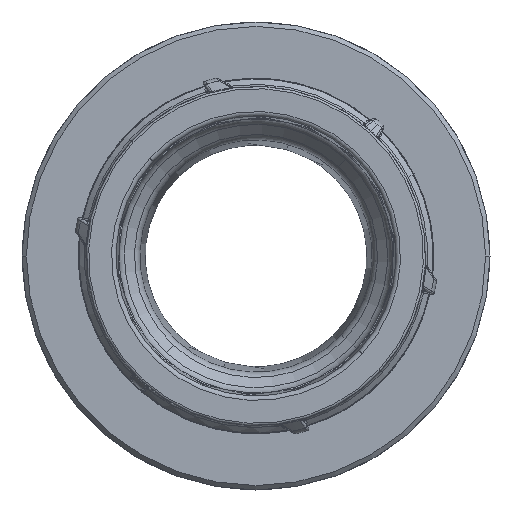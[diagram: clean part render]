
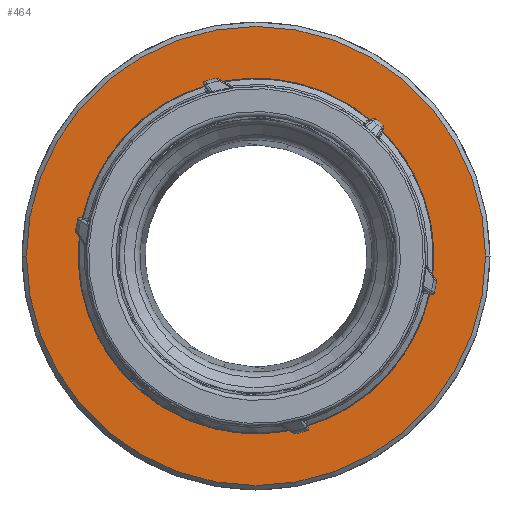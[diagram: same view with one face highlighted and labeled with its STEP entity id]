
A CAD part, front view. The second image highlights one B-rep face of the part: STEP entity #464.
In plain terms, the highlighted planar face has unit normal (0, -1, 0).
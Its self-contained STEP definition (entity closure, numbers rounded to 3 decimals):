
#464=ADVANCED_FACE('',(#1315,#1316),#1317,.F.);
#1315=FACE_OUTER_BOUND('',#2577,.T.);
#1316=FACE_BOUND('',#2578,.T.);
#1317=PLANE('',#2579);
#2577=EDGE_LOOP('',(#6259,#6260));
#2578=EDGE_LOOP('',(#6261,#6262,#6263));
#2579=AXIS2_PLACEMENT_3D('',#6264,#6265,#6266);
#6259=ORIENTED_EDGE('',*,*,#9577,.F.);
#6260=ORIENTED_EDGE('',*,*,#9568,.F.);
#6261=ORIENTED_EDGE('',*,*,#9572,.T.);
#6262=ORIENTED_EDGE('',*,*,#9578,.T.);
#6263=ORIENTED_EDGE('',*,*,#9573,.T.);
#6264=CARTESIAN_POINT('',(0.,0.,0.));
#6265=DIRECTION('',(0.0,1.0,0.0));
#6266=DIRECTION('',(1.0,0.0,-0.0));
#9568=EDGE_CURVE('',#11047,#11049,#11050,.T.);
#9572=EDGE_CURVE('',#11056,#11053,#11057,.T.);
#9573=EDGE_CURVE('',#11058,#11056,#11059,.T.);
#9577=EDGE_CURVE('',#11049,#11047,#11064,.T.);
#9578=EDGE_CURVE('',#11053,#11058,#11065,.T.);
#11047=VERTEX_POINT('',#13245);
#11049=VERTEX_POINT('',#13248);
#11050=CIRCLE('',#13249,50.75);
#11053=VERTEX_POINT('',#13253);
#11056=VERTEX_POINT('',#13257);
#11057=CIRCLE('',#13258,39.25);
#11058=VERTEX_POINT('',#13259);
#11059=CIRCLE('',#13260,39.25);
#11064=CIRCLE('',#13266,50.75);
#11065=CIRCLE('',#13267,39.25);
#13245=CARTESIAN_POINT('',(50.75,0.,0.));
#13248=CARTESIAN_POINT('',(-50.75,0.,0.));
#13249=AXIS2_PLACEMENT_3D('',#16696,#16697,#16698);
#13253=CARTESIAN_POINT('',(0.,0.,-39.25));
#13257=CARTESIAN_POINT('',(39.25,0.,0.));
#13258=AXIS2_PLACEMENT_3D('',#16701,#16702,#16703);
#13259=CARTESIAN_POINT('',(0.,0.,39.25));
#13260=AXIS2_PLACEMENT_3D('',#16704,#16705,#16706);
#13266=AXIS2_PLACEMENT_3D('',#16711,#16712,#16713);
#13267=AXIS2_PLACEMENT_3D('',#16714,#16715,#16716);
#16696=CARTESIAN_POINT('',(0.0,0.,0.0));
#16697=DIRECTION('',(-0.0,1.0,0.0));
#16698=DIRECTION('',(1.0,0.0,0.0));
#16701=CARTESIAN_POINT('',(0.0,0.,0.0));
#16702=DIRECTION('',(0.0,1.0,0.0));
#16703=DIRECTION('',(-1.0,0.0,0.0));
#16704=CARTESIAN_POINT('',(0.0,0.,0.0));
#16705=DIRECTION('',(0.0,1.0,0.0));
#16706=DIRECTION('',(-1.0,0.0,0.0));
#16711=CARTESIAN_POINT('',(0.0,0.,0.0));
#16712=DIRECTION('',(-0.0,1.0,0.0));
#16713=DIRECTION('',(1.0,0.0,0.0));
#16714=CARTESIAN_POINT('',(0.0,0.,0.0));
#16715=DIRECTION('',(0.0,1.0,0.0));
#16716=DIRECTION('',(-1.0,0.0,0.0));
